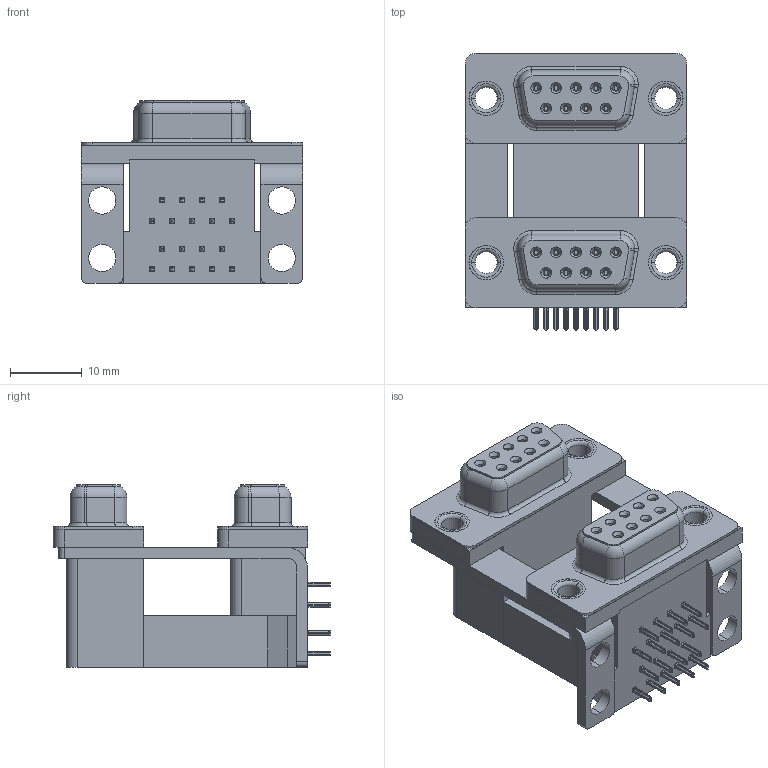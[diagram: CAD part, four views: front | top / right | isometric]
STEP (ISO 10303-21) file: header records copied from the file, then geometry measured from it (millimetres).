
FILE_DESCRIPTION (( 'STEP AP203' ), '1' );
FILE_NAME ('662-009-364-000.STEP', '2022-06-16T20:00:48', ( '' ), ( '' ), 'SwSTEP 2.0', 'SolidWorks 2020', '' );
FILE_SCHEMA (( 'CONFIG_CONTROL_DESIGN' ));
Length unit declared in the file: millimetre
Products named in the file (11): 662-009-364-000; 662 Contact Bottom Lower; 662 Thru Hole Rivet; 662 Housing Upper_09 Contacts H; 662 Housing Spacer_09 Contacts H; 662 Mounting Bracket_NoneH; 662 Contact Bottom Upper_H; 662 Contact Top Upper_H; 662 Contact Top Lower; 662 Housing Lower_09 Contacts; 662 Shell_09 Contacts
Assembly tree (29 placements, depth 2):
  662-009-364-000
    662 Housing Lower_09 Contacts
    662 Housing Spacer_09 Contacts H
    662 Housing Upper_09 Contacts H
    662 Shell_09 Contacts  x2
    662 Contact Bottom Lower  x4
    662 Contact Top Lower  x5
    662 Contact Bottom Upper_H  x4
    662 Contact Top Upper_H  x5
    662 Mounting Bracket_NoneH  x2
    662 Thru Hole Rivet  x4
Bounding box: 30.81 x 38.59 x 25.4 mm (x, y, z)
Volume: 11794.2 mm3; surface area: 13630.2 mm2
Topology: 29 solids, 29 shells, 3026 faces, 7888 edges, 4956 vertices
Faces by surface type: plane 1374, cylinder 760, bspline 616, cone 216, torus 60
Entity records: 39480 total; most frequent: CARTESIAN_POINT 12717, ORIENTED_EDGE 5482, DIRECTION 4681, EDGE_CURVE 2741, LINE 1753, VECTOR 1753, VERTEX_POINT 1744, AXIS2_PLACEMENT_3D 1464
